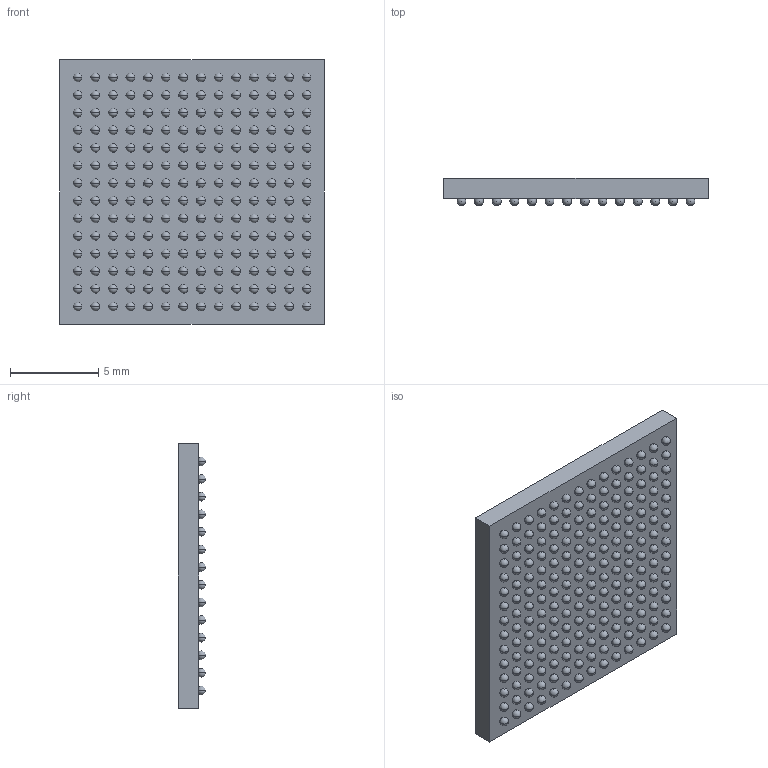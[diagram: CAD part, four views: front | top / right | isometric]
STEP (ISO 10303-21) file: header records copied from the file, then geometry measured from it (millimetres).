
FILE_DESCRIPTION (( 'STEP AP214' ), '1' );
FILE_NAME ('XC7S25-1FTGB196C.STEP', '2020-06-22T21:56:31', ( '' ), ( '' ), 'SwSTEP 2.0', 'SolidWorks 2018', '' );
FILE_SCHEMA (( 'AUTOMOTIVE_DESIGN' ));
Length unit declared in the file: millimetre
Products named in the file (1): XC7S25-1FTGB196C
Bounding box: 15 x 1.55 x 15 mm (x, y, z)
Volume: 270.2 mm3; surface area: 666.8 mm2
Topology: 197 solids, 197 shells, 594 faces, 1776 edges, 1184 vertices
Faces by surface type: sphere 392, plane 202
Entity records: 14890 total; most frequent: DIRECTION 2770, CARTESIAN_POINT 1987, ORIENTED_EDGE 1592, AXIS2_PLACEMENT_3D 1379, EDGE_CURVE 796, CIRCLE 784, VERTEX_POINT 596, EDGE_LOOP 594
